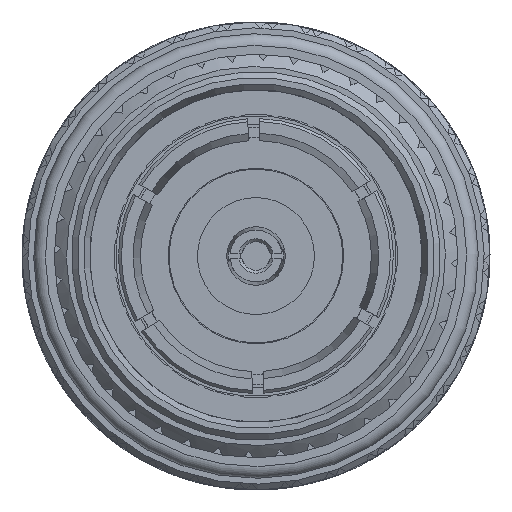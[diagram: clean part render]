
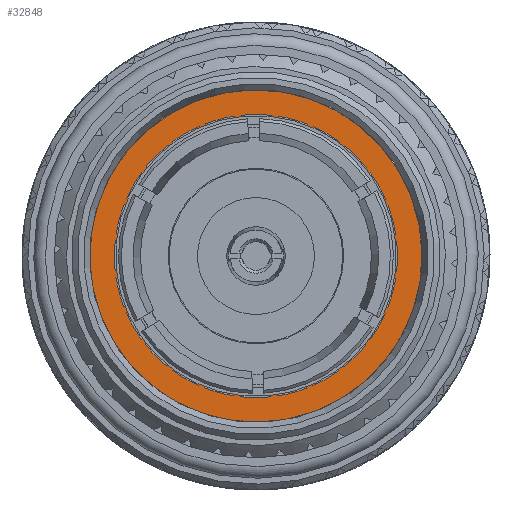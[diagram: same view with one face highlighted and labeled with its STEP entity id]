
A CAD part, left-side view. The second image highlights one B-rep face of the part: STEP entity #32848.
In plain terms, the highlighted face is planar.
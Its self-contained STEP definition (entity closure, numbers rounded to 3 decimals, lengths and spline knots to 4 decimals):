
#6218=CIRCLE('',#34327,2.3193);
#6219=CIRCLE('',#34329,2.84);
#16022=ORIENTED_EDGE('',*,*,#21155,.T.);
#16023=ORIENTED_EDGE('',*,*,#21156,.F.);
#21155=EDGE_CURVE('',#23902,#23902,#6218,.T.);
#21156=EDGE_CURVE('',#23903,#23903,#6219,.T.);
#23902=VERTEX_POINT('',#78144);
#23903=VERTEX_POINT('',#78147);
#27804=EDGE_LOOP('',(#16022));
#27805=EDGE_LOOP('',(#16023));
#30184=FACE_BOUND('',#27804,.T.);
#30185=FACE_BOUND('',#27805,.T.);
#30567=PLANE('',#34328);
#32848=ADVANCED_FACE('',(#30184,#30185),#30567,.F.);
#34327=AXIS2_PLACEMENT_3D('',#78143,#37918,#37919);
#34328=AXIS2_PLACEMENT_3D('',#78145,#37920,#37921);
#34329=AXIS2_PLACEMENT_3D('',#78146,#37922,#37923);
#37918=DIRECTION('',(-1.,0.,0.));
#37919=DIRECTION('',(0.,0.,1.));
#37920=DIRECTION('',(-1.,0.,0.));
#37921=DIRECTION('',(0.,0.,1.));
#37922=DIRECTION('',(-1.,0.,0.));
#37923=DIRECTION('',(0.,0.,1.));
#78143=CARTESIAN_POINT('',(2.,0.,0.));
#78144=CARTESIAN_POINT('',(2.,0.,2.3193));
#78145=CARTESIAN_POINT('',(2.,2.84,0.));
#78146=CARTESIAN_POINT('',(2.,0.,0.));
#78147=CARTESIAN_POINT('',(2.,0.,2.84));
